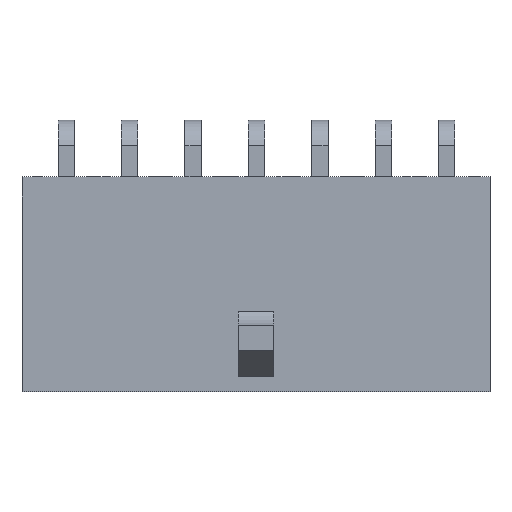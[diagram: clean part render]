
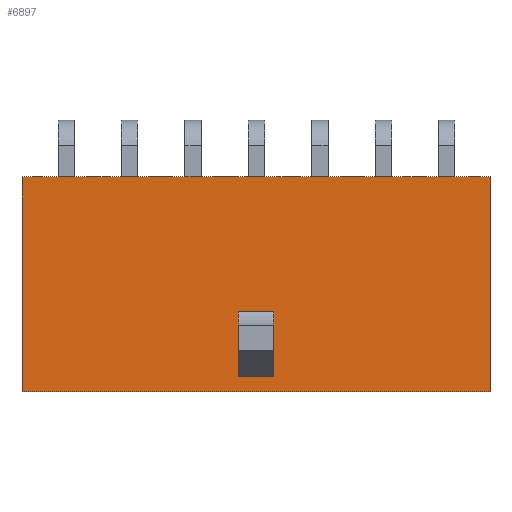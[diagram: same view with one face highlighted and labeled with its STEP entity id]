
A CAD part, top view. The second image highlights one B-rep face of the part: STEP entity #6897.
In plain terms, the highlighted planar face has unit normal (0, 0, 1).
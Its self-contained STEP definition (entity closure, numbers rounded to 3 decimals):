
#412=ORIENTED_EDGE('',*,*,#1658,.F.);
#413=ORIENTED_EDGE('',*,*,#1659,.F.);
#414=ORIENTED_EDGE('',*,*,#1660,.T.);
#415=ORIENTED_EDGE('',*,*,#1661,.T.);
#416=ORIENTED_EDGE('',*,*,#1517,.F.);
#417=ORIENTED_EDGE('',*,*,#1526,.F.);
#418=ORIENTED_EDGE('',*,*,#1521,.T.);
#419=ORIENTED_EDGE('',*,*,#1528,.T.);
#1517=EDGE_CURVE('',#2208,#2209,#2660,.T.);
#1521=EDGE_CURVE('',#2212,#2213,#2663,.T.);
#1526=EDGE_CURVE('',#2212,#2208,#2667,.T.);
#1528=EDGE_CURVE('',#2213,#2209,#2669,.T.);
#1658=EDGE_CURVE('',#2294,#2295,#2799,.T.);
#1659=EDGE_CURVE('',#2296,#2294,#2800,.T.);
#1660=EDGE_CURVE('',#2296,#2297,#2801,.T.);
#1661=EDGE_CURVE('',#2297,#2295,#2802,.T.);
#2208=VERTEX_POINT('',#8855);
#2209=VERTEX_POINT('',#8856);
#2212=VERTEX_POINT('',#8864);
#2213=VERTEX_POINT('',#8865);
#2294=VERTEX_POINT('',#9134);
#2295=VERTEX_POINT('',#9135);
#2296=VERTEX_POINT('',#9137);
#2297=VERTEX_POINT('',#9139);
#2660=LINE('',#8854,#3327);
#2663=LINE('',#8863,#3330);
#2667=LINE('',#8873,#3334);
#2669=LINE('',#8877,#3336);
#2799=LINE('',#9133,#3466);
#2800=LINE('',#9136,#3467);
#2801=LINE('',#9138,#3468);
#2802=LINE('',#9140,#3469);
#3327=VECTOR('',#7525,1000.);
#3330=VECTOR('',#7532,1000.);
#3334=VECTOR('',#7540,1000.);
#3336=VECTOR('',#7546,1000.);
#3466=VECTOR('',#7772,1000.);
#3467=VECTOR('',#7773,1000.);
#3468=VECTOR('',#7774,1000.);
#3469=VECTOR('',#7775,1000.);
#4010=EDGE_LOOP('',(#412,#413,#414,#415));
#4011=EDGE_LOOP('',(#416,#417,#418,#419));
#4325=FACE_BOUND('',#4010,.T.);
#4326=FACE_BOUND('',#4011,.T.);
#4637=PLANE('',#7190);
#6897=ADVANCED_FACE('',(#4325,#4326),#4637,.T.);
#7190=AXIS2_PLACEMENT_3D('',#9132,#7770,#7771);
#7525=DIRECTION('',(0.,-1.,0.));
#7532=DIRECTION('',(0.,-1.,0.));
#7540=DIRECTION('',(-1.,0.,0.));
#7546=DIRECTION('',(-1.,0.,0.));
#7770=DIRECTION('',(0.,0.,1.));
#7771=DIRECTION('',(1.,0.,0.));
#7772=DIRECTION('',(1.,0.,0.));
#7773=DIRECTION('',(0.,1.,0.));
#7774=DIRECTION('',(1.,0.,0.));
#7775=DIRECTION('',(0.,1.,0.));
#8854=CARTESIAN_POINT('',(-0.7,-7.85,1.89));
#8855=CARTESIAN_POINT('',(-0.7,-5.31,1.89));
#8856=CARTESIAN_POINT('',(-0.7,-7.85,1.89));
#8863=CARTESIAN_POINT('',(0.7,-7.85,1.89));
#8864=CARTESIAN_POINT('',(0.7,-5.31,1.89));
#8865=CARTESIAN_POINT('',(0.7,-7.85,1.89));
#8873=CARTESIAN_POINT('',(0.7,-5.31,1.89));
#8877=CARTESIAN_POINT('',(0.7,-7.85,1.89));
#9132=CARTESIAN_POINT('',(-9.22,-8.46,1.89));
#9133=CARTESIAN_POINT('',(-9.22,0.,1.89));
#9134=CARTESIAN_POINT('',(-9.22,0.,1.89));
#9135=CARTESIAN_POINT('',(9.22,0.,1.89));
#9136=CARTESIAN_POINT('',(-9.22,-8.46,1.89));
#9137=CARTESIAN_POINT('',(-9.22,-8.46,1.89));
#9138=CARTESIAN_POINT('',(-9.22,-8.46,1.89));
#9139=CARTESIAN_POINT('',(9.22,-8.46,1.89));
#9140=CARTESIAN_POINT('',(9.22,-8.46,1.89));
